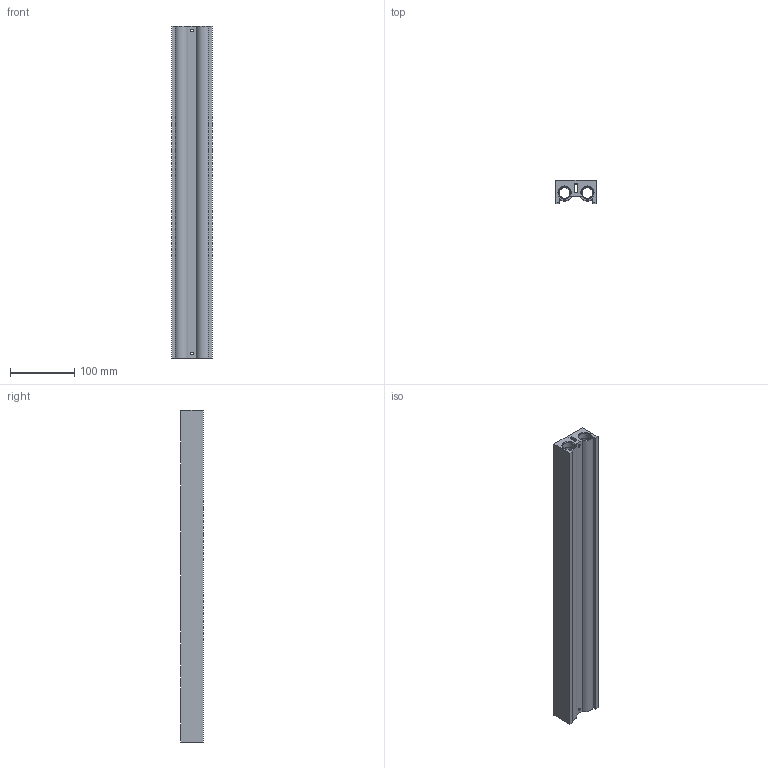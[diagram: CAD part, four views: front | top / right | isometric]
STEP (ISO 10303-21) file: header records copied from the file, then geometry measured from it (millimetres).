
FILE_DESCRIPTION (( 'STEP AP214' ), '1' );
FILE_NAME ('EMC-V34-14.STEP', '2020-04-02T08:53:39', ( '' ), ( '' ), 'SwSTEP 2.0', 'SolidWorks 2020', '' );
FILE_SCHEMA (( 'AUTOMOTIVE_DESIGN' ));
Length unit declared in the file: millimetre
Products named in the file (1): EMC-V34-14
Bounding box: 62.5 x 35 x 518 mm (x, y, z)
Volume: 590609.6 mm3; surface area: 209590.5 mm2
Topology: 1 solids, 1 shells, 272 faces, 566 edges, 356 vertices
Faces by surface type: cylinder 134, plane 74, cone 64
Entity records: 7372 total; most frequent: DIRECTION 1444, CARTESIAN_POINT 1195, ORIENTED_EDGE 1132, AXIS2_PLACEMENT_3D 605, EDGE_CURVE 566, VERTEX_POINT 356, EDGE_LOOP 346, CIRCLE 332
